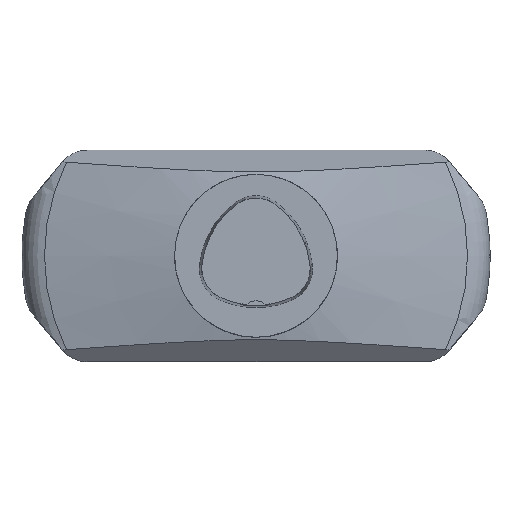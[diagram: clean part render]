
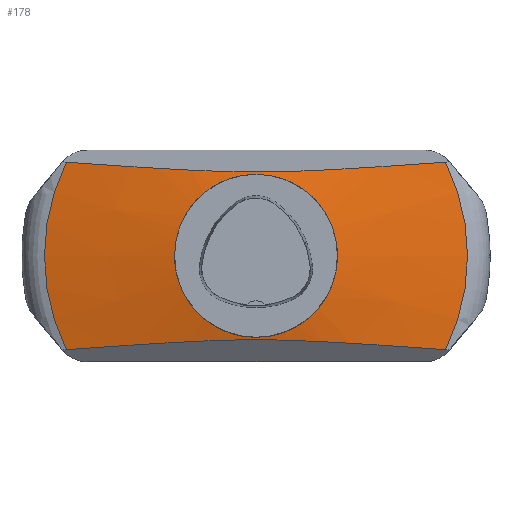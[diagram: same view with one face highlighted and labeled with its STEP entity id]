
A CAD part, top view. The second image highlights one B-rep face of the part: STEP entity #178.
In plain terms, the highlighted conical face has half-angle 78 degrees and reference radius 39.992 mm.
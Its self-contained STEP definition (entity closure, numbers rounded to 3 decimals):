
#35=CONICAL_SURFACE('',#1290,39.993,78.);
#178=ADVANCED_FACE('',(#465,#466),#35,.T.);
#252=CIRCLE('',#1285,103.911);
#253=CIRCLE('',#1287,103.911);
#254=CIRCLE('',#1289,39.993);
#465=FACE_BOUND('',#514,.T.);
#466=FACE_BOUND('',#515,.T.);
#514=EDGE_LOOP('',(#769));
#515=EDGE_LOOP('',(#770,#771,#772,#773));
#769=ORIENTED_EDGE('',*,*,#1114,.T.);
#770=ORIENTED_EDGE('',*,*,#1115,.F.);
#771=ORIENTED_EDGE('',*,*,#1108,.T.);
#772=ORIENTED_EDGE('',*,*,#1116,.F.);
#773=ORIENTED_EDGE('',*,*,#1112,.T.);
#963=VERTEX_POINT('',#2015);
#964=VERTEX_POINT('',#2016);
#965=VERTEX_POINT('',#2030);
#966=VERTEX_POINT('',#2032);
#967=VERTEX_POINT('',#2039);
#1108=EDGE_CURVE('',#963,#964,#252,.T.);
#1112=EDGE_CURVE('',#966,#965,#253,.T.);
#1114=EDGE_CURVE('',#967,#967,#254,.T.);
#1115=EDGE_CURVE('',#963,#965,#1162,.T.);
#1116=EDGE_CURVE('',#966,#964,#1163,.T.);
#1162=B_SPLINE_CURVE_WITH_KNOTS('',3,(#2040,#2041,#2042,#2043,#2044,#2045,
#2046,#2047,#2048,#2049,#2050,#2051),.UNSPECIFIED.,.F.,.F.,(4,2,2,2,2,4),
(0.,0.25,0.5,0.625,0.75,1.),.UNSPECIFIED.);
#1163=B_SPLINE_CURVE_WITH_KNOTS('',3,(#2052,#2053,#2054,#2055,#2056,#2057,
#2058,#2059,#2060,#2061,#2062,#2063),.UNSPECIFIED.,.F.,.F.,(4,2,2,2,2,4),
(0.,0.25,0.5,0.625,0.75,1.),.UNSPECIFIED.);
#1285=AXIS2_PLACEMENT_3D('',#2014,#1570,#1571);
#1287=AXIS2_PLACEMENT_3D('',#2031,#1574,#1575);
#1289=AXIS2_PLACEMENT_3D('',#2038,#1578,#1579);
#1290=AXIS2_PLACEMENT_3D('',#2064,#1580,#1581);
#1570=DIRECTION('',(0.,0.,1.));
#1571=DIRECTION('',(-1.,0.,0.));
#1574=DIRECTION('',(0.,0.,1.));
#1575=DIRECTION('',(-1.,0.,0.));
#1578=DIRECTION('',(0.,0.,-1.));
#1579=DIRECTION('',(-1.,0.,0.));
#1580=DIRECTION('',(0.,0.,-1.));
#1581=DIRECTION('',(-1.,0.,0.));
#2014=CARTESIAN_POINT('',(0.,0.,-43.686));
#2015=CARTESIAN_POINT('',(93.144,-46.062,-43.686));
#2016=CARTESIAN_POINT('',(93.144,46.062,-43.686));
#2030=CARTESIAN_POINT('',(-93.144,-46.062,-43.686));
#2031=CARTESIAN_POINT('',(0.,0.,-43.686));
#2032=CARTESIAN_POINT('',(-93.144,46.062,-43.686));
#2038=CARTESIAN_POINT('',(0.,0.,-30.1));
#2039=CARTESIAN_POINT('',(-39.993,0.,-30.1));
#2040=CARTESIAN_POINT('',(93.144,-46.062,-43.686));
#2041=CARTESIAN_POINT('',(77.801,-44.96,-40.659));
#2042=CARTESIAN_POINT('',(62.448,-43.88,-37.69));
#2043=CARTESIAN_POINT('',(31.61,-42.021,-32.584));
#2044=CARTESIAN_POINT('',(16.134,-41.222,-30.387));
#2045=CARTESIAN_POINT('',(-7.603,-41.207,-30.346));
#2046=CARTESIAN_POINT('',(-15.543,-41.406,-30.892));
#2047=CARTESIAN_POINT('',(-31.206,-42.041,-32.637));
#2048=CARTESIAN_POINT('',(-38.985,-42.467,-33.808));
#2049=CARTESIAN_POINT('',(-62.264,-43.867,-37.654));
#2050=CARTESIAN_POINT('',(-77.709,-44.954,-40.641));
#2051=CARTESIAN_POINT('',(-93.144,-46.062,-43.686));
#2052=CARTESIAN_POINT('',(-93.144,46.062,-43.686));
#2053=CARTESIAN_POINT('',(-77.801,44.96,-40.659));
#2054=CARTESIAN_POINT('',(-62.448,43.88,-37.69));
#2055=CARTESIAN_POINT('',(-31.61,42.021,-32.584));
#2056=CARTESIAN_POINT('',(-16.134,41.222,-30.387));
#2057=CARTESIAN_POINT('',(7.603,41.207,-30.346));
#2058=CARTESIAN_POINT('',(15.543,41.406,-30.892));
#2059=CARTESIAN_POINT('',(31.206,42.041,-32.637));
#2060=CARTESIAN_POINT('',(38.985,42.467,-33.808));
#2061=CARTESIAN_POINT('',(62.264,43.867,-37.654));
#2062=CARTESIAN_POINT('',(77.709,44.954,-40.641));
#2063=CARTESIAN_POINT('',(93.144,46.062,-43.686));
#2064=CARTESIAN_POINT('',(0.,0.,-30.1));
